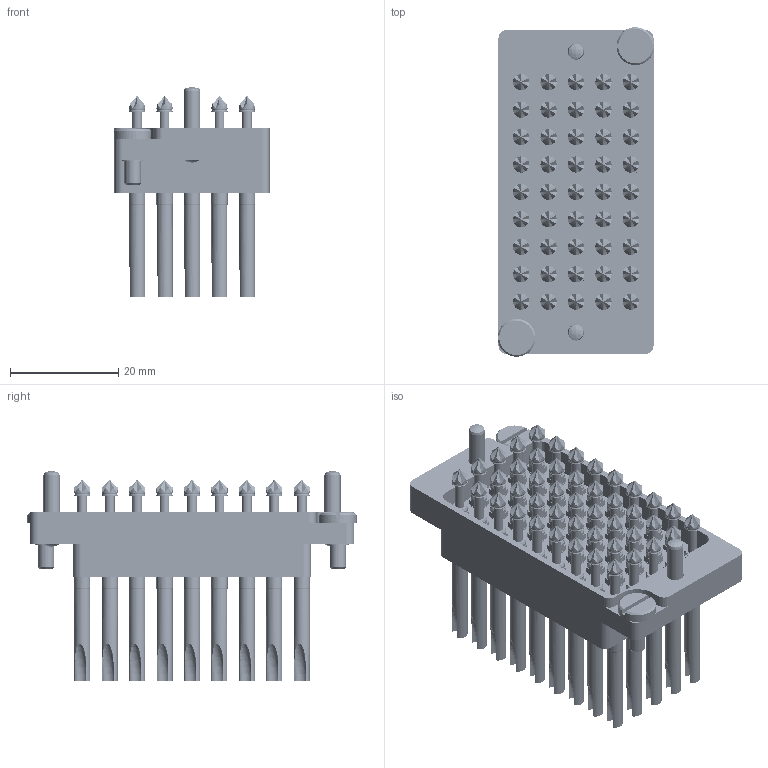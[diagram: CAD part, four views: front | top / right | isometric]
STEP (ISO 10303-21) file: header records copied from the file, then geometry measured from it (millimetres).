
FILE_DESCRIPTION (( 'STEP AP214' ), '1' );
FILE_NAME ('INGUN_38697.STEP', '2023-01-13T10:18:25', ( '' ), ( '' ), 'SwSTEP 2.0', 'SolidWorks 2021', '' );
FILE_SCHEMA (( 'AUTOMOTIVE_DESIGN' ));
Length unit declared in the file: millimetre
Products named in the file (8): HSS-120-0090__ADA~hss_S; INFO_4622~0_SBP-T_Kontaktierung-Seite<S>; KS-113-Master__ADA~ks_KS-113 30 M2-R; DIN923~n_M03x04-A2; INGUN_38697; 38761~3_S; DIN6325~n_03,0m6x014; 38761~3
Assembly tree (97 placements, depth 3):
  INGUN_38697
    38761~3_S
      38761~3
      INFO_4622~0_SBP-T_Kontaktierung-Seite<S>
    KS-113-Master__ADA~ks_KS-113 30 M2-R  x45
    HSS-120-0090__ADA~hss_S  x45
    DIN923~n_M03x04-A2  x2
    DIN6325~n_03,0m6x014  x2
Bounding box: 29 x 61 x 38.85 mm (x, y, z)
Volume: 23721.2 mm3; surface area: 32680.8 mm2
Topology: 201 solids, 201 shells, 15305 faces, 36171 edges, 21547 vertices
Faces by surface type: plane 11011, cylinder 3061, bspline 626, torus 315, cone 284, sphere 8
Entity records: 27710 total; most frequent: CARTESIAN_POINT 9406, DIRECTION 3603, ORIENTED_EDGE 3582, EDGE_CURVE 1791, AXIS2_PLACEMENT_3D 1293, VERTEX_POINT 1136, LINE 1017, VECTOR 1017
